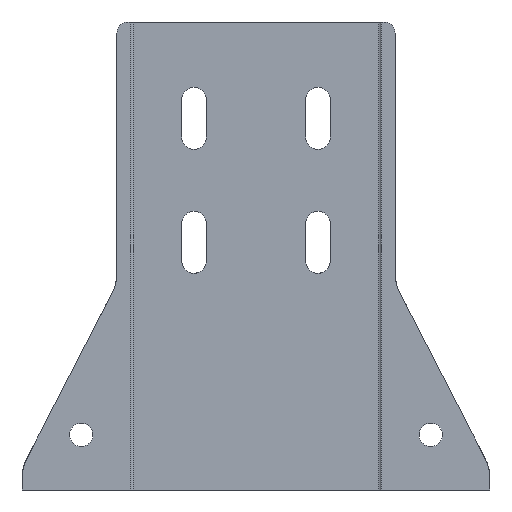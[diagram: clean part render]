
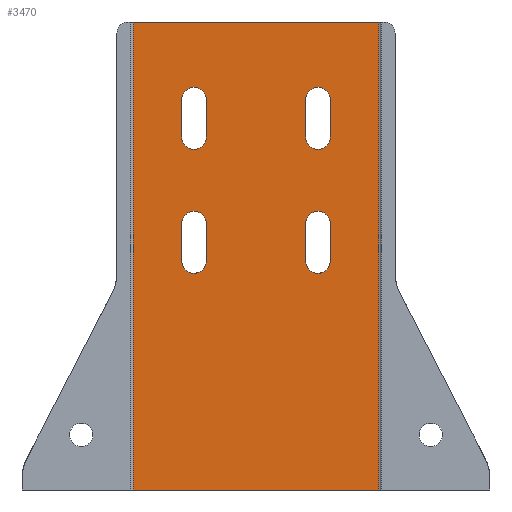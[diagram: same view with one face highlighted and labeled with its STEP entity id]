
A CAD part, left-side view. The second image highlights one B-rep face of the part: STEP entity #3470.
In plain terms, the highlighted planar face has unit normal (-1, 0, 0).
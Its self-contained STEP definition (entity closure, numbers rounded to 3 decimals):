
#49=FACE_BOUND('',#480,.T.);
#50=FACE_BOUND('',#481,.T.);
#51=FACE_BOUND('',#482,.T.);
#52=FACE_BOUND('',#483,.T.);
#89=PLANE('',#3815);
#257=FACE_OUTER_BOUND('',#479,.T.);
#479=EDGE_LOOP('',(#2587,#2588,#2589,#2590));
#480=EDGE_LOOP('',(#2591,#2592,#2593,#2594));
#481=EDGE_LOOP('',(#2595,#2596,#2597,#2598));
#482=EDGE_LOOP('',(#2599,#2600,#2601,#2602));
#483=EDGE_LOOP('',(#2603,#2604,#2605,#2606));
#721=LINE('',#5914,#972);
#739=LINE('',#5978,#990);
#796=LINE('',#6379,#1047);
#797=LINE('',#6380,#1048);
#798=LINE('',#6382,#1049);
#799=LINE('',#6385,#1050);
#800=LINE('',#6387,#1051);
#801=LINE('',#6390,#1052);
#802=LINE('',#6392,#1053);
#803=LINE('',#6394,#1054);
#804=LINE('',#6397,#1055);
#805=LINE('',#6399,#1056);
#972=VECTOR('',#4382,1000.);
#990=VECTOR('',#4430,1000.);
#1047=VECTOR('',#4563,1000.);
#1048=VECTOR('',#4564,1000.);
#1049=VECTOR('',#4565,1000.);
#1050=VECTOR('',#4568,1000.);
#1051=VECTOR('',#4569,1000.);
#1052=VECTOR('',#4572,1000.);
#1053=VECTOR('',#4573,1000.);
#1054=VECTOR('',#4574,1000.);
#1055=VECTOR('',#4577,1000.);
#1056=VECTOR('',#4578,1000.);
#1203=CIRCLE('',#3711,4.5);
#1205=CIRCLE('',#3714,4.5);
#1207=CIRCLE('',#3717,4.5);
#1209=CIRCLE('',#3720,4.5);
#1268=CIRCLE('',#3816,4.5);
#1269=CIRCLE('',#3817,4.5);
#1270=CIRCLE('',#3818,4.5);
#1271=CIRCLE('',#3819,4.5);
#1447=VERTEX_POINT('',#5391);
#1448=VERTEX_POINT('',#5392);
#1451=VERTEX_POINT('',#5400);
#1452=VERTEX_POINT('',#5401);
#1455=VERTEX_POINT('',#5409);
#1456=VERTEX_POINT('',#5410);
#1459=VERTEX_POINT('',#5418);
#1460=VERTEX_POINT('',#5419);
#1530=VERTEX_POINT('',#5911);
#1531=VERTEX_POINT('',#5913);
#1561=VERTEX_POINT('',#5975);
#1562=VERTEX_POINT('',#5977);
#1633=VERTEX_POINT('',#6381);
#1634=VERTEX_POINT('',#6383);
#1635=VERTEX_POINT('',#6386);
#1636=VERTEX_POINT('',#6388);
#1637=VERTEX_POINT('',#6391);
#1638=VERTEX_POINT('',#6393);
#1639=VERTEX_POINT('',#6396);
#1640=VERTEX_POINT('',#6398);
#1774=EDGE_CURVE('',#1447,#1448,#1203,.T.);
#1778=EDGE_CURVE('',#1451,#1452,#1205,.T.);
#1782=EDGE_CURVE('',#1455,#1456,#1207,.T.);
#1786=EDGE_CURVE('',#1459,#1460,#1209,.T.);
#1871=EDGE_CURVE('',#1531,#1530,#721,.T.);
#1903=EDGE_CURVE('',#1561,#1562,#739,.T.);
#1992=EDGE_CURVE('',#1561,#1531,#796,.T.);
#1993=EDGE_CURVE('',#1530,#1562,#797,.T.);
#1994=EDGE_CURVE('',#1452,#1633,#798,.T.);
#1995=EDGE_CURVE('',#1633,#1634,#1268,.T.);
#1996=EDGE_CURVE('',#1634,#1451,#799,.T.);
#1997=EDGE_CURVE('',#1448,#1635,#800,.T.);
#1998=EDGE_CURVE('',#1635,#1636,#1269,.T.);
#1999=EDGE_CURVE('',#1636,#1447,#801,.T.);
#2000=EDGE_CURVE('',#1637,#1455,#802,.T.);
#2001=EDGE_CURVE('',#1456,#1638,#803,.T.);
#2002=EDGE_CURVE('',#1638,#1637,#1270,.T.);
#2003=EDGE_CURVE('',#1639,#1459,#804,.T.);
#2004=EDGE_CURVE('',#1460,#1640,#805,.T.);
#2005=EDGE_CURVE('',#1640,#1639,#1271,.T.);
#2587=ORIENTED_EDGE('',*,*,#1903,.F.);
#2588=ORIENTED_EDGE('',*,*,#1992,.T.);
#2589=ORIENTED_EDGE('',*,*,#1871,.T.);
#2590=ORIENTED_EDGE('',*,*,#1993,.T.);
#2591=ORIENTED_EDGE('',*,*,#1778,.T.);
#2592=ORIENTED_EDGE('',*,*,#1994,.T.);
#2593=ORIENTED_EDGE('',*,*,#1995,.T.);
#2594=ORIENTED_EDGE('',*,*,#1996,.T.);
#2595=ORIENTED_EDGE('',*,*,#1774,.T.);
#2596=ORIENTED_EDGE('',*,*,#1997,.T.);
#2597=ORIENTED_EDGE('',*,*,#1998,.T.);
#2598=ORIENTED_EDGE('',*,*,#1999,.T.);
#2599=ORIENTED_EDGE('',*,*,#2000,.T.);
#2600=ORIENTED_EDGE('',*,*,#1782,.T.);
#2601=ORIENTED_EDGE('',*,*,#2001,.T.);
#2602=ORIENTED_EDGE('',*,*,#2002,.T.);
#2603=ORIENTED_EDGE('',*,*,#2003,.T.);
#2604=ORIENTED_EDGE('',*,*,#1786,.T.);
#2605=ORIENTED_EDGE('',*,*,#2004,.T.);
#2606=ORIENTED_EDGE('',*,*,#2005,.T.);
#3470=ADVANCED_FACE('',(#257,#49,#50,#51,#52),#89,.F.);
#3711=AXIS2_PLACEMENT_3D('',#5393,#4222,#4223);
#3714=AXIS2_PLACEMENT_3D('',#5402,#4230,#4231);
#3717=AXIS2_PLACEMENT_3D('',#5411,#4238,#4239);
#3720=AXIS2_PLACEMENT_3D('',#5420,#4246,#4247);
#3815=AXIS2_PLACEMENT_3D('',#6378,#4561,#4562);
#3816=AXIS2_PLACEMENT_3D('',#6384,#4566,#4567);
#3817=AXIS2_PLACEMENT_3D('',#6389,#4570,#4571);
#3818=AXIS2_PLACEMENT_3D('',#6395,#4575,#4576);
#3819=AXIS2_PLACEMENT_3D('',#6400,#4579,#4580);
#4222=DIRECTION('center_axis',(1.,0.,0.));
#4223=DIRECTION('ref_axis',(0.,0.,1.));
#4230=DIRECTION('center_axis',(1.,0.,0.));
#4231=DIRECTION('ref_axis',(0.,0.,1.));
#4238=DIRECTION('center_axis',(1.,0.,0.));
#4239=DIRECTION('ref_axis',(0.,0.,1.));
#4246=DIRECTION('center_axis',(1.,0.,0.));
#4247=DIRECTION('ref_axis',(0.,0.,1.));
#4382=DIRECTION('',(0.,-1.,0.));
#4430=DIRECTION('',(0.,-1.,0.));
#4561=DIRECTION('center_axis',(1.,0.,0.));
#4562=DIRECTION('ref_axis',(0.,0.,1.));
#4563=DIRECTION('',(0.,0.,-1.));
#4564=DIRECTION('',(0.,0.,1.));
#4565=DIRECTION('',(0.,0.,-1.));
#4566=DIRECTION('center_axis',(1.,0.,0.));
#4567=DIRECTION('ref_axis',(0.,0.,1.));
#4568=DIRECTION('',(0.,0.,1.));
#4569=DIRECTION('',(0.,0.,-1.));
#4570=DIRECTION('center_axis',(1.,0.,0.));
#4571=DIRECTION('ref_axis',(0.,0.,1.));
#4572=DIRECTION('',(0.,0.,1.));
#4573=DIRECTION('',(0.,0.,1.));
#4574=DIRECTION('',(0.,0.,-1.));
#4575=DIRECTION('center_axis',(1.,0.,0.));
#4576=DIRECTION('ref_axis',(0.,0.,1.));
#4577=DIRECTION('',(0.,0.,1.));
#4578=DIRECTION('',(0.,0.,-1.));
#4579=DIRECTION('center_axis',(1.,0.,0.));
#4580=DIRECTION('ref_axis',(0.,0.,1.));
#5391=CARTESIAN_POINT('',(44.198,27.363,96.75));
#5392=CARTESIAN_POINT('',(44.198,18.363,96.75));
#5393=CARTESIAN_POINT('Origin',(44.198,22.863,96.75));
#5400=CARTESIAN_POINT('',(44.198,-17.637,96.75));
#5401=CARTESIAN_POINT('',(44.198,-26.637,96.75));
#5402=CARTESIAN_POINT('Origin',(44.198,-22.137,96.75));
#5409=CARTESIAN_POINT('',(44.198,27.363,141.75));
#5410=CARTESIAN_POINT('',(44.198,18.363,141.75));
#5411=CARTESIAN_POINT('Origin',(44.198,22.863,141.75));
#5418=CARTESIAN_POINT('',(44.198,-17.637,141.75));
#5419=CARTESIAN_POINT('',(44.198,-26.637,141.75));
#5420=CARTESIAN_POINT('Origin',(44.198,-22.137,141.75));
#5911=CARTESIAN_POINT('',(44.198,-44.137,0.));
#5913=CARTESIAN_POINT('',(44.198,44.863,0.));
#5914=CARTESIAN_POINT('',(44.198,45.863,0.));
#5975=CARTESIAN_POINT('',(44.198,44.863,170.));
#5977=CARTESIAN_POINT('',(44.198,-44.137,170.));
#5978=CARTESIAN_POINT('',(44.198,45.863,170.));
#6378=CARTESIAN_POINT('Origin',(44.198,45.863,170.));
#6379=CARTESIAN_POINT('',(44.198,44.863,0.));
#6380=CARTESIAN_POINT('',(44.198,-44.137,170.));
#6381=CARTESIAN_POINT('',(44.198,-26.637,83.25));
#6382=CARTESIAN_POINT('',(44.198,-26.637,125.));
#6383=CARTESIAN_POINT('',(44.198,-17.637,83.25));
#6384=CARTESIAN_POINT('Origin',(44.198,-22.137,83.25));
#6385=CARTESIAN_POINT('',(44.198,-17.637,125.));
#6386=CARTESIAN_POINT('',(44.198,18.363,83.25));
#6387=CARTESIAN_POINT('',(44.198,18.363,125.));
#6388=CARTESIAN_POINT('',(44.198,27.363,83.25));
#6389=CARTESIAN_POINT('Origin',(44.198,22.863,83.25));
#6390=CARTESIAN_POINT('',(44.198,27.363,125.));
#6391=CARTESIAN_POINT('',(44.198,27.363,128.25));
#6392=CARTESIAN_POINT('',(44.198,27.363,170.));
#6393=CARTESIAN_POINT('',(44.198,18.363,128.25));
#6394=CARTESIAN_POINT('',(44.198,18.363,170.));
#6395=CARTESIAN_POINT('Origin',(44.198,22.863,128.25));
#6396=CARTESIAN_POINT('',(44.198,-17.637,128.25));
#6397=CARTESIAN_POINT('',(44.198,-17.637,170.));
#6398=CARTESIAN_POINT('',(44.198,-26.637,128.25));
#6399=CARTESIAN_POINT('',(44.198,-26.637,170.));
#6400=CARTESIAN_POINT('Origin',(44.198,-22.137,128.25));
